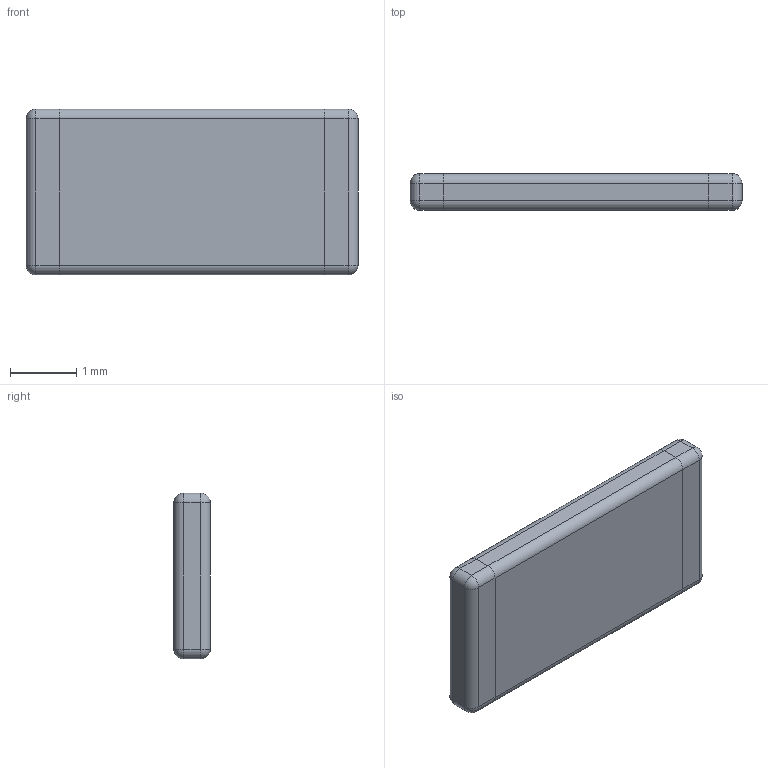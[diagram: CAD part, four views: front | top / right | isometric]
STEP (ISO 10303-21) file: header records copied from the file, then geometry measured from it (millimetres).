
FILE_DESCRIPTION (( 'STEP AP214' ), '1' );
FILE_NAME ('SMD Resistor 2010.STEP', '2019-01-17T16:56:43', ( '' ), ( '' ), 'SwSTEP 2.0', 'SolidWorks 2018', '' );
FILE_SCHEMA (( 'AUTOMOTIVE_DESIGN' ));
Length unit declared in the file: millimetre
Products named in the file (1): SMD Resistor 2010
Bounding box: 5 x 0.55 x 2.5 mm (x, y, z)
Volume: 6.7 mm3; surface area: 31.2 mm2
Topology: 1 solids, 1 shells, 88 faces, 208 edges, 120 vertices
Faces by surface type: bspline 31, plane 29, cylinder 20, sphere 8
Entity records: 5196 total; most frequent: CARTESIAN_POINT 2424, ORIENTED_EDGE 400, DIRECTION 286, EDGE_CURVE 200, VERTEX_POINT 120, LINE 106, VECTOR 106, EDGE_LOOP 94
